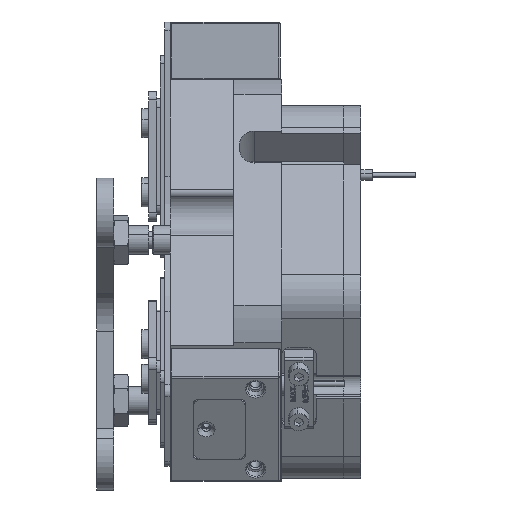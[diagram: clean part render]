
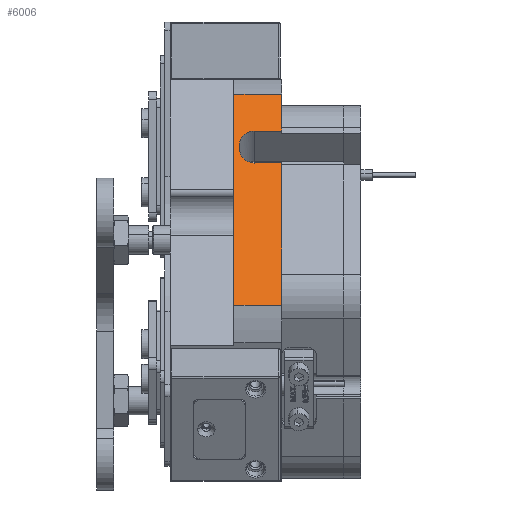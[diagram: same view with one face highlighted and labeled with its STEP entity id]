
A CAD part, left-side view. The second image highlights one B-rep face of the part: STEP entity #6006.
In plain terms, the highlighted planar face has unit normal (-0.866, 0, 0.5).
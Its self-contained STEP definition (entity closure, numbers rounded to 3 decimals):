
#260 = CARTESIAN_POINT ( 'NONE',  ( -46.257, 36., 49.88 ) ) ;
#624 = EDGE_CURVE ( 'NONE', #54644, #45308, #44482, .T. ) ;
#1670 = LINE ( 'NONE', #52320, #67680 ) ;
#1912 = DIRECTION ( 'NONE',  ( 0., 1., 0. ) ) ;
#3615 = LINE ( 'NONE', #41969, #30703 ) ;
#4005 = VERTEX_POINT ( 'NONE', #63871 ) ;
#5312 = PLANE ( 'NONE',  #9865 ) ;
#6006 = ADVANCED_FACE ( 'NONE', ( #30764 ), #5312, .T. ) ;
#6306 = CARTESIAN_POINT ( 'NONE',  ( -45.206, 36., 51.701 ) ) ;
#6498 = CARTESIAN_POINT ( 'NONE',  ( -48.886, 33.929, 45.327 ) ) ;
#7165 = CARTESIAN_POINT ( 'NONE',  ( -35.189, 21.5, 69.05 ) ) ;
#7654 = EDGE_LOOP ( 'NONE', ( #57628, #52359, #16361, #52452, #49026, #47840, #68403, #41990, #65440, #43310 ) ) ;
#7842 = CARTESIAN_POINT ( 'NONE',  ( -56.292, 38., 32.5 ) ) ;
#7940 = CARTESIAN_POINT ( 'NONE',  ( -48.886, 31., 45.327 ) ) ;
#9865 = AXIS2_PLACEMENT_3D ( 'NONE', #31498, #26458, #58100 ) ;
#12331 = CARTESIAN_POINT ( 'NONE',  ( -42.577, 31., 56.254 ) ) ;
#14532 = VERTEX_POINT ( 'NONE', #64434 ) ;
#15004 = CARTESIAN_POINT ( 'NONE',  ( -46.257, 36., 49.88 ) ) ;
#16361 = ORIENTED_EDGE ( 'NONE', *, *, #624, .T. ) ;
#18124 = EDGE_CURVE ( 'NONE', #29363, #42519, #53926, .T. ) ;
#19179 = VECTOR ( 'NONE', #24554, 1000. ) ;
#19427 = EDGE_CURVE ( 'NONE', #65646, #53699, #33541, .T. ) ;
#19579 = VECTOR ( 'NONE', #49630, 1000. ) ;
#19898 = DIRECTION ( 'NONE',  ( -0.5, 0., -0.866 ) ) ;
#21941 = CARTESIAN_POINT ( 'NONE',  ( -48.886, 31., 45.327 ) ) ;
#22240 = DIRECTION ( 'NONE',  ( 0., -1., 0. ) ) ;
#23111 = CARTESIAN_POINT ( 'NONE',  ( -77.394, 60., -4.05 ) ) ;
#23411 = CARTESIAN_POINT ( 'NONE',  ( -77.394, 21.5, -4.05 ) ) ;
#24554 = DIRECTION ( 'NONE',  ( 0., 1., 0. ) ) ;
#24902 = CARTESIAN_POINT ( 'NONE',  ( 0., 36., 130. ) ) ;
#26293 = DIRECTION ( 'NONE',  ( -0.5, 0., -0.866 ) ) ;
#26458 = DIRECTION ( 'NONE',  ( -0.866, 0., 0.5 ) ) ;
#29363 = VERTEX_POINT ( 'NONE', #7940 ) ;
#29621 = VECTOR ( 'NONE', #1912, 1000. ) ;
#30703 = VECTOR ( 'NONE', #26293, 1000. ) ;
#30764 = FACE_OUTER_BOUND ( 'NONE', #7654, .T. ) ;
#31498 = CARTESIAN_POINT ( 'NONE',  ( 0., -388.642, 130. ) ) ;
#31787 = CARTESIAN_POINT ( 'NONE',  ( -47.797, 36., 47.213 ) ) ;
#31934 = CARTESIAN_POINT ( 'NONE',  ( -42.577, 21.5, 56.254 ) ) ;
#32730 = CARTESIAN_POINT ( 'NONE',  ( -43.666, 36., 54.368 ) ) ;
#33541 = LINE ( 'NONE', #23111, #19579 ) ;
#36785 = VECTOR ( 'NONE', #56914, 1000. ) ;
#37713 = VECTOR ( 'NONE', #22240, 1000. ) ;
#37878 = CARTESIAN_POINT ( 'NONE',  ( -48.886, -388.642, 45.327 ) ) ;
#38388 = EDGE_CURVE ( 'NONE', #54644, #53429, #3615, .T. ) ;
#40448 = CARTESIAN_POINT ( 'NONE',  ( -42.577, -388.642, 56.254 ) ) ;
#40582 = EDGE_CURVE ( 'NONE', #65646, #45308, #67287, .T. ) ;
#40923 = VECTOR ( 'NONE', #19898, 1000. ) ;
#41969 = CARTESIAN_POINT ( 'NONE',  ( 0., 21.5, 130. ) ) ;
#41990 = ORIENTED_EDGE ( 'NONE', *, *, #18124, .T. ) ;
#42519 = VERTEX_POINT ( 'NONE', #15004 ) ;
#43310 = ORIENTED_EDGE ( 'NONE', *, *, #47968, .T. ) ;
#44482 = LINE ( 'NONE', #48705, #29621 ) ;
#44550 = CARTESIAN_POINT ( 'NONE',  ( -35.189, 38., 69.05 ) ) ;
#44740 = EDGE_CURVE ( 'NONE', #53429, #4005, #61214, .T. ) ;
#45308 = VERTEX_POINT ( 'NONE', #44550 ) ;
#47469 = VERTEX_POINT ( 'NONE', #55265 ) ;
#47840 = ORIENTED_EDGE ( 'NONE', *, *, #57091, .F. ) ;
#47968 = EDGE_CURVE ( 'NONE', #47469, #4005, #63183, .T. ) ;
#48705 = CARTESIAN_POINT ( 'NONE',  ( -35.189, 60., 69.05 ) ) ;
#49026 = ORIENTED_EDGE ( 'NONE', *, *, #19427, .T. ) ;
#49630 = DIRECTION ( 'NONE',  ( 0., -1., 0. ) ) ;
#50807 = LINE ( 'NONE', #37878, #37713 ) ;
#52007 = EDGE_CURVE ( 'NONE', #29363, #14532, #50807, .T. ) ;
#52320 = CARTESIAN_POINT ( 'NONE',  ( 0., 21.5, 130. ) ) ;
#52332 = EDGE_CURVE ( 'NONE', #47469, #42519, #55033, .T. ) ;
#52359 = ORIENTED_EDGE ( 'NONE', *, *, #38388, .F. ) ;
#52407 = CARTESIAN_POINT ( 'NONE',  ( -77.394, 38., -4.05 ) ) ;
#52452 = ORIENTED_EDGE ( 'NONE', *, *, #40582, .F. ) ;
#52552 = DIRECTION ( 'NONE',  ( -0.5, 0., -0.866 ) ) ;
#53429 = VERTEX_POINT ( 'NONE', #31934 ) ;
#53699 = VERTEX_POINT ( 'NONE', #23411 ) ;
#53926 =( BOUNDED_CURVE ( )  B_SPLINE_CURVE ( 3, ( #21941, #6498, #31787, #260 ),
 .UNSPECIFIED., .F., .T. ) 
 B_SPLINE_CURVE_WITH_KNOTS ( ( 4, 4 ),
 ( 3.142, 4.712 ),
 .UNSPECIFIED. ) 
 CURVE ( )  GEOMETRIC_REPRESENTATION_ITEM ( )  RATIONAL_B_SPLINE_CURVE ( ( 1., 0.805, 0.805, 1. ) ) 
 REPRESENTATION_ITEM ( '' )  );
#54252 = CARTESIAN_POINT ( 'NONE',  ( -42.577, 33.929, 56.254 ) ) ;
#54644 = VERTEX_POINT ( 'NONE', #7165 ) ;
#55033 = LINE ( 'NONE', #24902, #40923 ) ;
#55265 = CARTESIAN_POINT ( 'NONE',  ( -45.206, 36., 51.701 ) ) ;
#56914 = DIRECTION ( 'NONE',  ( 0.5, 0., 0.866 ) ) ;
#57091 = EDGE_CURVE ( 'NONE', #14532, #53699, #1670, .T. ) ;
#57628 = ORIENTED_EDGE ( 'NONE', *, *, #44740, .F. ) ;
#58100 = DIRECTION ( 'NONE',  ( 0.5, 0., 0.866 ) ) ;
#61214 = LINE ( 'NONE', #40448, #19179 ) ;
#63183 =( BOUNDED_CURVE ( )  B_SPLINE_CURVE ( 3, ( #6306, #32730, #54252, #12331 ),
 .UNSPECIFIED., .F., .F. ) 
 B_SPLINE_CURVE_WITH_KNOTS ( ( 4, 4 ),
 ( 1.571, 3.142 ),
 .UNSPECIFIED. ) 
 CURVE ( )  GEOMETRIC_REPRESENTATION_ITEM ( )  RATIONAL_B_SPLINE_CURVE ( ( 1., 0.805, 0.805, 1. ) ) 
 REPRESENTATION_ITEM ( '' )  );
#63871 = CARTESIAN_POINT ( 'NONE',  ( -42.577, 31., 56.254 ) ) ;
#64434 = CARTESIAN_POINT ( 'NONE',  ( -48.886, 21.5, 45.327 ) ) ;
#65440 = ORIENTED_EDGE ( 'NONE', *, *, #52332, .F. ) ;
#65646 = VERTEX_POINT ( 'NONE', #52407 ) ;
#67287 = LINE ( 'NONE', #7842, #36785 ) ;
#67680 = VECTOR ( 'NONE', #52552, 1000. ) ;
#68403 = ORIENTED_EDGE ( 'NONE', *, *, #52007, .F. ) ;
